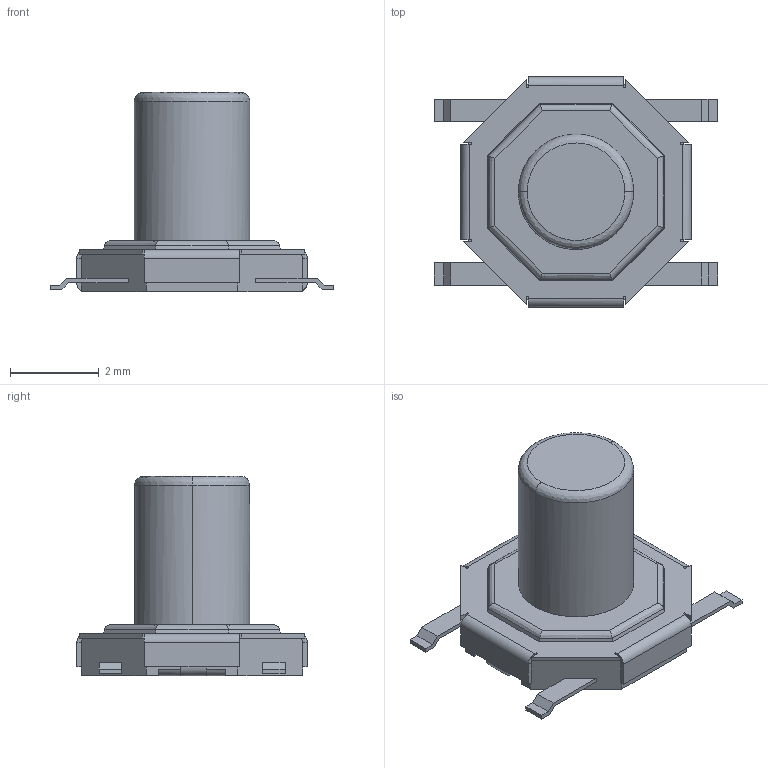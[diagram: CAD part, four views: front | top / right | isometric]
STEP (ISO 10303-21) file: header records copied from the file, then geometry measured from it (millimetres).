
FILE_DESCRIPTION(('Open CASCADE Model'),'2;1');
FILE_NAME('Open CASCADE Shape Model','2025-10-19T19:48:17',('Author'),( 'Open CASCADE'),'Open CASCADE STEP processor 7.9','Open CASCADE 7.9' ,'Unknown');
FILE_SCHEMA(('AUTOMOTIVE_DESIGN { 1 0 10303 214 1 1 1 1 }'));
Length unit declared in the file: millimetre
Products named in the file (1): COMPOUND
Bounding box: 6.4 x 5.2 x 4.5 mm (x, y, z)
Volume: 40.7 mm3; surface area: 100.9 mm2
Topology: 3 solids, 3 shells, 417 faces, 1095 edges, 708 vertices
Faces by surface type: bspline 417
Entity records: 14151 total; most frequent: CARTESIAN_POINT 5585, ORIENTED_EDGE 2190, EDGE_CURVE 1095, B_SPLINE_CURVE_WITH_KNOTS 1035, VERTEX_POINT 708, FACE_BOUND 441, EDGE_LOOP 441, ADVANCED_FACE 417
